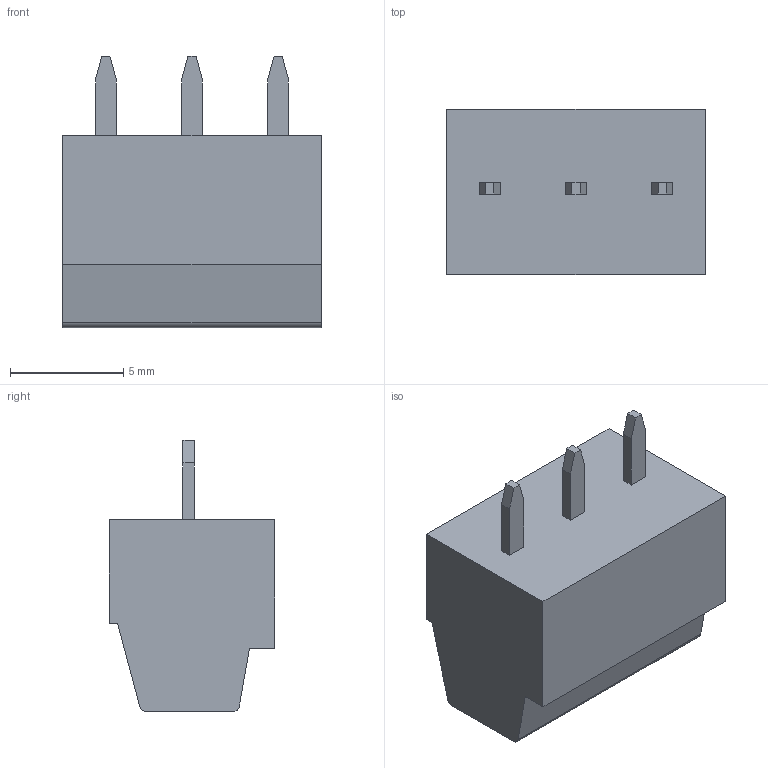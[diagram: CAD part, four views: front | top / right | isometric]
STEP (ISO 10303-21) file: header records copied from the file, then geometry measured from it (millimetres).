
FILE_DESCRIPTION( ( 'STEP AP214' ), '1' );
FILE_NAME( ' ', ' ', ( ' ' ), ( ' ' ), 'PSStep 11.0', 'VISI 17.0', ' ' );
FILE_SCHEMA( ( 'AUTOMOTIVE_DESIGN { 1 0 10303 214 1 1 1 1 }' ) );
Length unit declared in the file: millimetre
Products named in the file (1): 1
Bounding box: 11.43 x 7.3 x 12 mm (x, y, z)
Volume: 539.3 mm3; surface area: 712.4 mm2
Topology: 1 solids, 1 shells, 105 faces, 255 edges, 167 vertices
Faces by surface type: plane 85, cylinder 14, cone 3, torus 3
Full cylindrical faces by diameter (mm): 2 x3, 2.1 x3, 2.8 x3, 3 x3
Entity records: 3723 total; most frequent: CARTESIAN_POINT 492, DIRECTION 480, ORIENTED_EDGE 456, EDGE_CURVE 228, LINE 188, VECTOR 188, VERTEX_POINT 158, AXIS2_PLACEMENT_3D 146
